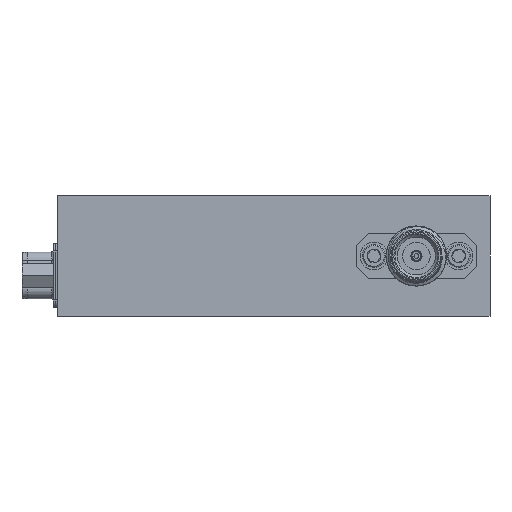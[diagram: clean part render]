
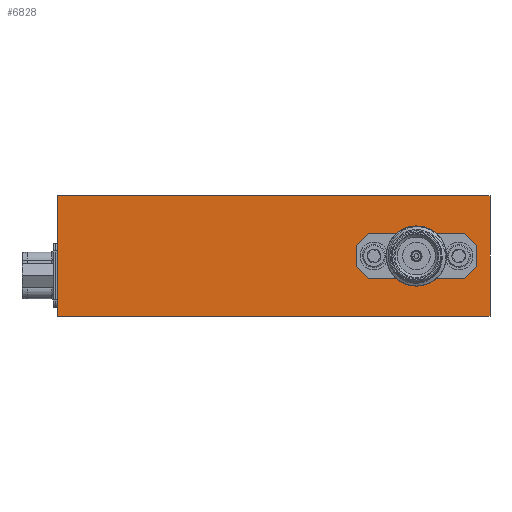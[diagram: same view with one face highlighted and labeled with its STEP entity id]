
A CAD part, left-side view. The second image highlights one B-rep face of the part: STEP entity #6828.
In plain terms, the highlighted planar face has unit normal (-1, 0, 0).
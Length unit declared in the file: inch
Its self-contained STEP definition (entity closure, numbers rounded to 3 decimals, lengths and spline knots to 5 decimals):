
#69 = VERTEX_POINT ( 'NONE', #20730 ) ;
#540 = CARTESIAN_POINT ( 'NONE',  ( -1., -0.39354, 0.095 ) ) ;
#697 = EDGE_CURVE ( 'NONE', #15220, #8560, #12032, .T. ) ;
#847 = VECTOR ( 'NONE', #7272, 39.37008 ) ;
#925 = DIRECTION ( 'NONE',  ( 0., 0., 1. ) ) ;
#1059 = EDGE_LOOP ( 'NONE', ( #2754, #12375, #16626, #21781, #13211, #7897, #10874, #13188 ) ) ;
#1148 = VERTEX_POINT ( 'NONE', #1475 ) ;
#1457 = VERTEX_POINT ( 'NONE', #540 ) ;
#1475 = CARTESIAN_POINT ( 'NONE',  ( -1., 0.9, -0.25 ) ) ;
#2202 = LINE ( 'NONE', #12179, #8874 ) ;
#2284 = VERTEX_POINT ( 'NONE', #12524 ) ;
#2315 = LINE ( 'NONE', #2927, #19716 ) ;
#2522 = EDGE_CURVE ( 'NONE', #69, #11820, #2717, .T. ) ;
#2717 = LINE ( 'NONE', #17326, #18784 ) ;
#2754 = ORIENTED_EDGE ( 'NONE', *, *, #5174, .F. ) ;
#2860 = CARTESIAN_POINT ( 'NONE',  ( -1., -0.84354, -0.045 ) ) ;
#2927 = CARTESIAN_POINT ( 'NONE',  ( -1., -0.34354, -0.095 ) ) ;
#3422 = CARTESIAN_POINT ( 'NONE',  ( -1., -0.9, -0.25 ) ) ;
#3691 = CARTESIAN_POINT ( 'NONE',  ( -1., -0.79354, 0.095 ) ) ;
#3865 = PLANE ( 'NONE',  #11151 ) ;
#4906 = ORIENTED_EDGE ( 'NONE', *, *, #19315, .T. ) ;
#5174 = EDGE_CURVE ( 'NONE', #2284, #17546, #9798, .T. ) ;
#5465 = EDGE_CURVE ( 'NONE', #12474, #69, #6366, .T. ) ;
#5939 = CARTESIAN_POINT ( 'NONE',  ( -1., 0.9, 0.25 ) ) ;
#6366 = LINE ( 'NONE', #16251, #17896 ) ;
#6419 = LINE ( 'NONE', #13484, #15563 ) ;
#6443 = CARTESIAN_POINT ( 'NONE',  ( -1., -0.34354, 0.095 ) ) ;
#6545 = VECTOR ( 'NONE', #925, 39.37008 ) ;
#6828 = ADVANCED_FACE ( 'NONE', ( #17082, #20245 ), #3865, .F. ) ;
#6994 = VECTOR ( 'NONE', #7502, 39.37008 ) ;
#7026 = VERTEX_POINT ( 'NONE', #7951 ) ;
#7149 = DIRECTION ( 'NONE',  ( 0., 0., -1. ) ) ;
#7270 = CARTESIAN_POINT ( 'NONE',  ( -1., -0.9, 0.25 ) ) ;
#7272 = DIRECTION ( 'NONE',  ( 0., 0.707, 0.707 ) ) ;
#7502 = DIRECTION ( 'NONE',  ( 0., -1., 0. ) ) ;
#7622 = CARTESIAN_POINT ( 'NONE',  ( -1., -0.44604, 0.1475 ) ) ;
#7853 = CARTESIAN_POINT ( 'NONE',  ( -1., -0.84354, 0.045 ) ) ;
#7897 = ORIENTED_EDGE ( 'NONE', *, *, #13239, .T. ) ;
#7951 = CARTESIAN_POINT ( 'NONE',  ( -1., -0.39354, -0.095 ) ) ;
#8560 = VERTEX_POINT ( 'NONE', #7853 ) ;
#8662 = VECTOR ( 'NONE', #9611, 39.37008 ) ;
#8776 = DIRECTION ( 'NONE',  ( 0., -0.707, -0.707 ) ) ;
#8874 = VECTOR ( 'NONE', #8776, 39.37008 ) ;
#9414 = CARTESIAN_POINT ( 'NONE',  ( -1., -0.79354, -0.095 ) ) ;
#9611 = DIRECTION ( 'NONE',  ( 0., 0.707, -0.707 ) ) ;
#9763 = EDGE_LOOP ( 'NONE', ( #4906, #10364, #14522, #18943 ) ) ;
#9798 = LINE ( 'NONE', #20386, #19749 ) ;
#10178 = LINE ( 'NONE', #6443, #12499 ) ;
#10364 = ORIENTED_EDGE ( 'NONE', *, *, #2522, .F. ) ;
#10507 = VECTOR ( 'NONE', #21035, 39.37008 ) ;
#10874 = ORIENTED_EDGE ( 'NONE', *, *, #12144, .F. ) ;
#11151 = AXIS2_PLACEMENT_3D ( 'NONE', #7270, #19003, #12106 ) ;
#11322 = DIRECTION ( 'NONE',  ( 0., -1., 0. ) ) ;
#11692 = CARTESIAN_POINT ( 'NONE',  ( -1., -0.34354, -0.045 ) ) ;
#11820 = VERTEX_POINT ( 'NONE', #3422 ) ;
#12032 = LINE ( 'NONE', #21078, #6545 ) ;
#12106 = DIRECTION ( 'NONE',  ( 0., 0., -1. ) ) ;
#12144 = EDGE_CURVE ( 'NONE', #7026, #18429, #2315, .T. ) ;
#12179 = CARTESIAN_POINT ( 'NONE',  ( -1., -0.74104, 0.1475 ) ) ;
#12241 = LINE ( 'NONE', #14023, #847 ) ;
#12375 = ORIENTED_EDGE ( 'NONE', *, *, #15071, .T. ) ;
#12474 = VERTEX_POINT ( 'NONE', #5939 ) ;
#12499 = VECTOR ( 'NONE', #13236, 39.37008 ) ;
#12524 = CARTESIAN_POINT ( 'NONE',  ( -1., -0.34354, 0.045 ) ) ;
#13188 = ORIENTED_EDGE ( 'NONE', *, *, #17633, .T. ) ;
#13211 = ORIENTED_EDGE ( 'NONE', *, *, #697, .F. ) ;
#13236 = DIRECTION ( 'NONE',  ( 0., 1., 0. ) ) ;
#13239 = EDGE_CURVE ( 'NONE', #15220, #18429, #15448, .T. ) ;
#13278 = LINE ( 'NONE', #17527, #6994 ) ;
#13484 = CARTESIAN_POINT ( 'NONE',  ( -1., 0.9, 0.25 ) ) ;
#14023 = CARTESIAN_POINT ( 'NONE',  ( -1., -0.44604, -0.1475 ) ) ;
#14522 = ORIENTED_EDGE ( 'NONE', *, *, #5465, .F. ) ;
#15071 = EDGE_CURVE ( 'NONE', #2284, #1457, #17571, .T. ) ;
#15220 = VERTEX_POINT ( 'NONE', #2860 ) ;
#15448 = LINE ( 'NONE', #15938, #8662 ) ;
#15563 = VECTOR ( 'NONE', #20177, 39.37008 ) ;
#15938 = CARTESIAN_POINT ( 'NONE',  ( -1., -0.74104, -0.1475 ) ) ;
#16251 = CARTESIAN_POINT ( 'NONE',  ( -1., -0.9, 0.25 ) ) ;
#16320 = DIRECTION ( 'NONE',  ( 0., -1., 0. ) ) ;
#16626 = ORIENTED_EDGE ( 'NONE', *, *, #16956, .F. ) ;
#16956 = EDGE_CURVE ( 'NONE', #20852, #1457, #10178, .T. ) ;
#17082 = FACE_BOUND ( 'NONE', #1059, .T. ) ;
#17326 = CARTESIAN_POINT ( 'NONE',  ( -1., -0.9, 0.25 ) ) ;
#17527 = CARTESIAN_POINT ( 'NONE',  ( -1., -0.9, -0.25 ) ) ;
#17546 = VERTEX_POINT ( 'NONE', #11692 ) ;
#17571 = LINE ( 'NONE', #7622, #10507 ) ;
#17633 = EDGE_CURVE ( 'NONE', #7026, #17546, #12241, .T. ) ;
#17731 = EDGE_CURVE ( 'NONE', #20852, #8560, #2202, .T. ) ;
#17896 = VECTOR ( 'NONE', #16320, 39.37008 ) ;
#18429 = VERTEX_POINT ( 'NONE', #9414 ) ;
#18784 = VECTOR ( 'NONE', #7149, 39.37008 ) ;
#18943 = ORIENTED_EDGE ( 'NONE', *, *, #21451, .T. ) ;
#19003 = DIRECTION ( 'NONE',  ( 1., 0., 0. ) ) ;
#19315 = EDGE_CURVE ( 'NONE', #1148, #11820, #13278, .T. ) ;
#19716 = VECTOR ( 'NONE', #11322, 39.37008 ) ;
#19749 = VECTOR ( 'NONE', #20175, 39.37008 ) ;
#20175 = DIRECTION ( 'NONE',  ( 0., 0., -1. ) ) ;
#20177 = DIRECTION ( 'NONE',  ( 0., 0., -1. ) ) ;
#20245 = FACE_OUTER_BOUND ( 'NONE', #9763, .T. ) ;
#20386 = CARTESIAN_POINT ( 'NONE',  ( -1., -0.34354, -0.095 ) ) ;
#20730 = CARTESIAN_POINT ( 'NONE',  ( -1., -0.9, 0.25 ) ) ;
#20852 = VERTEX_POINT ( 'NONE', #3691 ) ;
#21035 = DIRECTION ( 'NONE',  ( 0., -0.707, 0.707 ) ) ;
#21078 = CARTESIAN_POINT ( 'NONE',  ( -1., -0.84354, -0.095 ) ) ;
#21451 = EDGE_CURVE ( 'NONE', #12474, #1148, #6419, .T. ) ;
#21781 = ORIENTED_EDGE ( 'NONE', *, *, #17731, .T. ) ;
